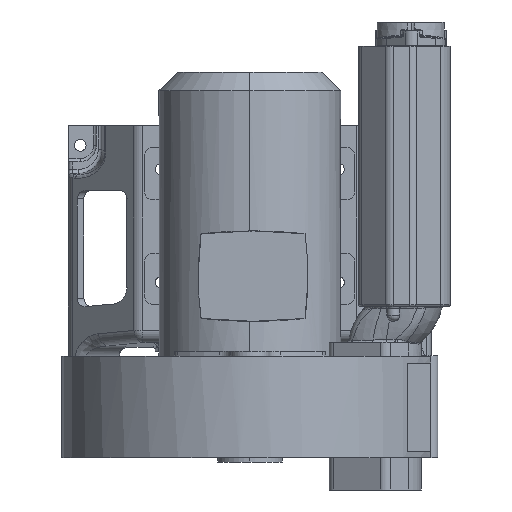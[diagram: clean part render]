
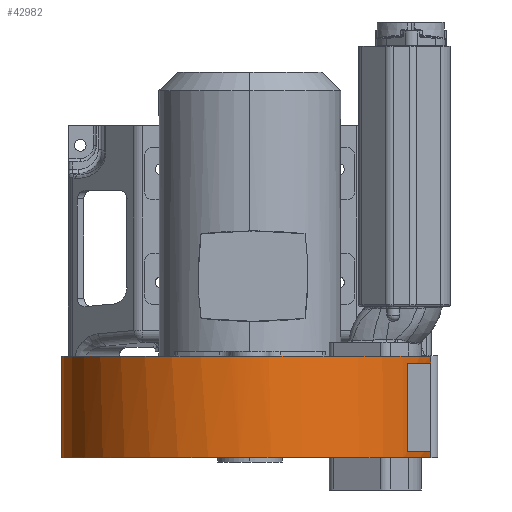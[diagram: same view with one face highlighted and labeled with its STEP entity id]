
A CAD part, left-side view. The second image highlights one B-rep face of the part: STEP entity #42982.
In plain terms, the highlighted cylindrical face has radius 233 mm (diameter 466 mm), a partial arc.
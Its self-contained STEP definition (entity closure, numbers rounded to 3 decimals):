
#2830=CARTESIAN_POINT('',(-257.,0.,89.6));
#2831=DIRECTION('',(0.,0.,-1.));
#2832=DIRECTION('',(-0.995,0.101,0.));
#2833=AXIS2_PLACEMENT_3D('',#2830,#2831,#2832);
#2835=CARTESIAN_POINT('',(-257.,0.,89.6));
#2836=DIRECTION('',(0.,0.,-1.));
#2837=DIRECTION('',(0.,1.,0.));
#2838=AXIS2_PLACEMENT_3D('',#2835,#2836,#2837);
#2863=CARTESIAN_POINT('',(-257.,0.,89.6));
#2864=DIRECTION('',(0.,0.,-1.));
#2865=DIRECTION('',(-0.275,-0.961,0.));
#2866=AXIS2_PLACEMENT_3D('',#2863,#2864,#2865);
#10338=CARTESIAN_POINT('',(-257.,0.,89.6));
#10339=DIRECTION('',(0.,0.,-1.));
#10340=DIRECTION('',(-0.999,-0.049,0.));
#10341=AXIS2_PLACEMENT_3D('',#10338,#10339,#10340);
#10363=CARTESIAN_POINT('',(-257.,0.,89.6));
#10364=DIRECTION('',(0.,0.,-1.));
#10365=DIRECTION('',(-0.995,-0.101,0.));
#10366=AXIS2_PLACEMENT_3D('',#10363,#10364,#10365);
#10373=CARTESIAN_POINT('',(-257.,0.,89.6));
#10374=DIRECTION('',(0.,0.,-1.));
#10375=DIRECTION('',(-0.999,0.049,0.));
#10376=AXIS2_PLACEMENT_3D('',#10373,#10374,#10375);
#10383=DIRECTION('',(0.,0.,-1.));
#10384=VECTOR('',#10383,8.6);
#10385=CARTESIAN_POINT('',(-321.133,-224.,89.6));
#10386=LINE('',#10385,#10384);
#10387=DIRECTION('',(0.,0.,-1.));
#10388=VECTOR('',#10387,109.);
#10389=CARTESIAN_POINT('',(-384.,-195.346,81.));
#10390=LINE('',#10389,#10388);
#10391=DIRECTION('',(0.,0.,-1.));
#10392=VECTOR('',#10391,8.2);
#10393=CARTESIAN_POINT('',(-321.133,-224.,-28.));
#10394=LINE('',#10393,#10392);
#10395=DIRECTION('',(0.,0.,1.));
#10396=VECTOR('',#10395,8.2);
#10397=CARTESIAN_POINT('',(-192.867,-224.,-36.2));
#10398=LINE('',#10397,#10396);
#10399=DIRECTION('',(0.,0.,1.));
#10400=VECTOR('',#10399,109.);
#10401=CARTESIAN_POINT('',(-128.073,-194.08,-28.));
#10402=LINE('',#10401,#10400);
#10403=DIRECTION('',(0.,0.,1.));
#10404=VECTOR('',#10403,8.6);
#10405=CARTESIAN_POINT('',(-192.867,-224.,81.));
#10406=LINE('',#10405,#10404);
#10451=CARTESIAN_POINT('',(-257.,0.,81.));
#10452=DIRECTION('',(0.,0.,1.));
#10453=DIRECTION('',(0.275,-0.961,0.));
#10454=AXIS2_PLACEMENT_3D('',#10451,#10452,#10453);
#10464=CARTESIAN_POINT('',(-257.,0.,-28.));
#10465=DIRECTION('',(0.,0.,-1.));
#10466=DIRECTION('',(0.553,-0.833,0.));
#10467=AXIS2_PLACEMENT_3D('',#10464,#10465,#10466);
#10474=CARTESIAN_POINT('',(-257.,0.,-36.2));
#10475=DIRECTION('',(0.,0.,1.));
#10476=DIRECTION('',(0.275,-0.961,0.));
#10477=AXIS2_PLACEMENT_3D('',#10474,#10475,#10476);
#10479=CARTESIAN_POINT('',(-257.,0.,-36.2));
#10480=DIRECTION('',(0.,0.,1.));
#10481=DIRECTION('',(0.,1.,0.));
#10482=AXIS2_PLACEMENT_3D('',#10479,#10480,#10481);
#10830=CARTESIAN_POINT('',(-257.,0.,-28.));
#10831=DIRECTION('',(0.,0.,-1.));
#10832=DIRECTION('',(-0.275,-0.961,0.));
#10833=AXIS2_PLACEMENT_3D('',#10830,#10831,#10832);
#10843=CARTESIAN_POINT('',(-257.,0.,81.));
#10844=DIRECTION('',(0.,0.,1.));
#10845=DIRECTION('',(-0.545,-0.838,0.));
#10846=AXIS2_PLACEMENT_3D('',#10843,#10844,#10845);
#15191=CARTESIAN_POINT('',(-489.716,11.5,89.6));
#15193=VERTEX_POINT('',#15191);
#15197=CARTESIAN_POINT('',(-489.716,-11.5,89.6));
#15198=VERTEX_POINT('',#15197);
#15205=CARTESIAN_POINT('',(-321.133,-224.,89.6));
#15206=VERTEX_POINT('',#15205);
#15207=CARTESIAN_POINT('',(-488.812,-23.5,89.6));
#15208=VERTEX_POINT('',#15207);
#15225=CARTESIAN_POINT('',(-488.812,23.5,89.6));
#15226=VERTEX_POINT('',#15225);
#15227=CARTESIAN_POINT('',(-257.,233.,89.6));
#15228=CARTESIAN_POINT('',(-192.867,-224.,89.6));
#15229=VERTEX_POINT('',#15227);
#15230=VERTEX_POINT('',#15228);
#15269=CARTESIAN_POINT('',(-321.133,-224.,81.));
#15270=VERTEX_POINT('',#15269);
#15271=CARTESIAN_POINT('',(-384.,-195.346,81.));
#15272=VERTEX_POINT('',#15271);
#15273=CARTESIAN_POINT('',(-384.,-195.346,-28.));
#15274=VERTEX_POINT('',#15273);
#15275=CARTESIAN_POINT('',(-321.133,-224.,-28.));
#15276=VERTEX_POINT('',#15275);
#15277=CARTESIAN_POINT('',(-321.133,-224.,-36.2));
#15278=VERTEX_POINT('',#15277);
#15279=CARTESIAN_POINT('',(-257.,233.,-36.2));
#15280=VERTEX_POINT('',#15279);
#15281=CARTESIAN_POINT('',(-192.867,-224.,-36.2));
#15282=VERTEX_POINT('',#15281);
#15283=CARTESIAN_POINT('',(-192.867,-224.,-28.));
#15284=VERTEX_POINT('',#15283);
#15285=CARTESIAN_POINT('',(-128.073,-194.08,-28.));
#15286=VERTEX_POINT('',#15285);
#15287=CARTESIAN_POINT('',(-128.073,-194.08,81.));
#15288=VERTEX_POINT('',#15287);
#15289=CARTESIAN_POINT('',(-192.867,-224.,81.));
#15290=VERTEX_POINT('',#15289);
#42945=CARTESIAN_POINT('',(-257.,0.,-36.2));
#42946=DIRECTION('',(0.,0.,-1.));
#42947=DIRECTION('',(0.,-1.,0.));
#42948=AXIS2_PLACEMENT_3D('',#42945,#42946,#42947);
#42949=CYLINDRICAL_SURFACE('',#42948,233.);
#42950=ORIENTED_EDGE('',*,*,#42929,.F.);
#42951=ORIENTED_EDGE('',*,*,#22042,.F.);
#42953=ORIENTED_EDGE('',*,*,#42952,.T.);
#42955=ORIENTED_EDGE('',*,*,#42954,.F.);
#42957=ORIENTED_EDGE('',*,*,#42956,.T.);
#42959=ORIENTED_EDGE('',*,*,#42958,.F.);
#42961=ORIENTED_EDGE('',*,*,#42960,.T.);
#42963=ORIENTED_EDGE('',*,*,#42962,.F.);
#42965=ORIENTED_EDGE('',*,*,#42964,.F.);
#42967=ORIENTED_EDGE('',*,*,#42966,.T.);
#42969=ORIENTED_EDGE('',*,*,#42968,.F.);
#42971=ORIENTED_EDGE('',*,*,#42970,.T.);
#42973=ORIENTED_EDGE('',*,*,#42972,.F.);
#42975=ORIENTED_EDGE('',*,*,#42974,.T.);
#42976=ORIENTED_EDGE('',*,*,#22030,.F.);
#42977=ORIENTED_EDGE('',*,*,#22028,.F.);
#42978=ORIENTED_EDGE('',*,*,#42934,.F.);
#42979=ORIENTED_EDGE('',*,*,#42878,.F.);
#42980=EDGE_LOOP('',(#42950,#42951,#42953,#42955,#42957,#42959,#42961,#42963,
#42965,#42967,#42969,#42971,#42973,#42975,#42976,#42977,#42978,#42979));
#42981=FACE_OUTER_BOUND('',#42980,.F.);
#42982=ADVANCED_FACE('',(#42981),#42949,.T.);
#2834=CIRCLE('',#2833,233.);
#2839=CIRCLE('',#2838,233.);
#2867=CIRCLE('',#2866,233.);
#10342=CIRCLE('',#10341,233.);
#10367=CIRCLE('',#10366,233.);
#10377=CIRCLE('',#10376,233.);
#10455=CIRCLE('',#10454,233.);
#10468=CIRCLE('',#10467,233.);
#10478=CIRCLE('',#10477,233.);
#10483=CIRCLE('',#10482,233.);
#10834=CIRCLE('',#10833,233.);
#10847=CIRCLE('',#10846,233.);
#22028=EDGE_CURVE('',#15226,#15229,#2834,.T.);
#22030=EDGE_CURVE('',#15229,#15230,#2839,.T.);
#22042=EDGE_CURVE('',#15206,#15208,#2867,.T.);
#42878=EDGE_CURVE('',#15198,#15193,#10342,.T.);
#42929=EDGE_CURVE('',#15208,#15198,#10367,.T.);
#42934=EDGE_CURVE('',#15193,#15226,#10377,.T.);
#42952=EDGE_CURVE('',#15206,#15270,#10386,.T.);
#42954=EDGE_CURVE('',#15272,#15270,#10847,.T.);
#42956=EDGE_CURVE('',#15272,#15274,#10390,.T.);
#42958=EDGE_CURVE('',#15276,#15274,#10834,.T.);
#42960=EDGE_CURVE('',#15276,#15278,#10394,.T.);
#42962=EDGE_CURVE('',#15280,#15278,#10483,.T.);
#42964=EDGE_CURVE('',#15282,#15280,#10478,.T.);
#42966=EDGE_CURVE('',#15282,#15284,#10398,.T.);
#42968=EDGE_CURVE('',#15286,#15284,#10468,.T.);
#42970=EDGE_CURVE('',#15286,#15288,#10402,.T.);
#42972=EDGE_CURVE('',#15290,#15288,#10455,.T.);
#42974=EDGE_CURVE('',#15290,#15230,#10406,.T.);
